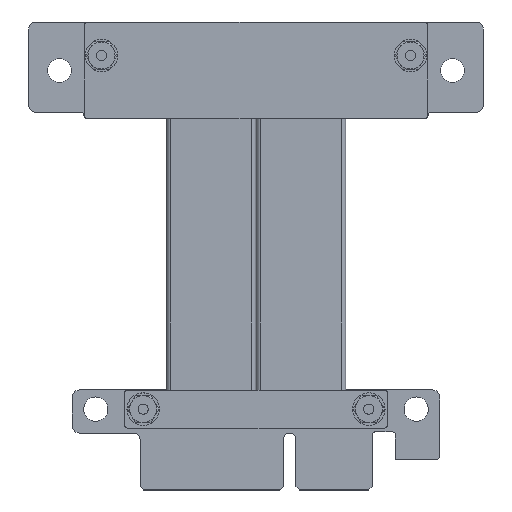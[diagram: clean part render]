
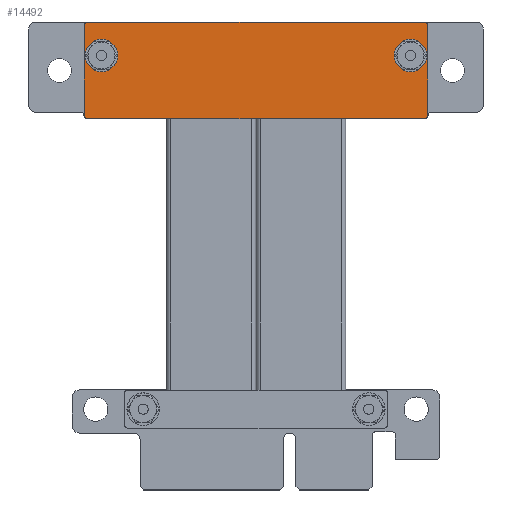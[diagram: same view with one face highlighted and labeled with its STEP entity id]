
A CAD part, top view. The second image highlights one B-rep face of the part: STEP entity #14492.
In plain terms, the highlighted face is planar.
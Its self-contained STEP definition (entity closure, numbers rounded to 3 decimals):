
#11957 = VERTEX_POINT('',#11958);
#11958 = CARTESIAN_POINT('',(0.,0.5,-1.));
#11966 = VERTEX_POINT('',#11967);
#11967 = CARTESIAN_POINT('',(0.,13.73,-1.));
#11973 = EDGE_CURVE('',#11966,#11957,#11974,.T.);
#11974 = LINE('',#11975,#11976);
#11975 = CARTESIAN_POINT('',(0.,14.23,-1.));
#11976 = VECTOR('',#11977,1.);
#11977 = DIRECTION('',(0.,-1.,0.));
#11987 = EDGE_CURVE('',#11988,#11990,#11992,.T.);
#11988 = VERTEX_POINT('',#11989);
#11989 = CARTESIAN_POINT('',(-50.197,14.23,-1.));
#11990 = VERTEX_POINT('',#11991);
#11991 = CARTESIAN_POINT('',(-0.5,14.23,-1.));
#11992 = LINE('',#11993,#11994);
#11993 = CARTESIAN_POINT('',(0.,14.23,-1.));
#11994 = VECTOR('',#11995,1.);
#11995 = DIRECTION('',(1.,0.,0.));
#12018 = EDGE_CURVE('',#12019,#12021,#12023,.T.);
#12019 = VERTEX_POINT('',#12020);
#12020 = CARTESIAN_POINT('',(-50.697,0.5,-1.));
#12021 = VERTEX_POINT('',#12022);
#12022 = CARTESIAN_POINT('',(-50.697,13.73,-1.));
#12023 = LINE('',#12024,#12025);
#12024 = CARTESIAN_POINT('',(-50.697,14.23,-1.));
#12025 = VECTOR('',#12026,1.);
#12026 = DIRECTION('',(0.,1.,0.));
#12066 = VERTEX_POINT('',#12067);
#12067 = CARTESIAN_POINT('',(-0.5,0.,-1.));
#12073 = EDGE_CURVE('',#12066,#12074,#12076,.T.);
#12074 = VERTEX_POINT('',#12075);
#12075 = CARTESIAN_POINT('',(-50.197,0.,-1.));
#12076 = LINE('',#12077,#12078);
#12077 = CARTESIAN_POINT('',(-50.697,0.,-1.));
#12078 = VECTOR('',#12079,1.);
#12079 = DIRECTION('',(-1.,0.,0.));
#14492 = ADVANCED_FACE('',(#14493,#14504,#14515),#14549,.T.);
#14493 = FACE_BOUND('',#14494,.T.);
#14494 = EDGE_LOOP('',(#14495));
#14495 = ORIENTED_EDGE('',*,*,#14496,.F.);
#14496 = EDGE_CURVE('',#14497,#14497,#14499,.T.);
#14497 = VERTEX_POINT('',#14498);
#14498 = CARTESIAN_POINT('',(-50.549,9.325,-1.));
#14499 = CIRCLE('',#14500,2.4);
#14500 = AXIS2_PLACEMENT_3D('',#14501,#14502,#14503);
#14501 = CARTESIAN_POINT('',(-48.149,9.325,-1.));
#14502 = DIRECTION('',(0.,0.,-1.));
#14503 = DIRECTION('',(-1.,0.,0.));
#14504 = FACE_BOUND('',#14505,.T.);
#14505 = EDGE_LOOP('',(#14506));
#14506 = ORIENTED_EDGE('',*,*,#14507,.F.);
#14507 = EDGE_CURVE('',#14508,#14508,#14510,.T.);
#14508 = VERTEX_POINT('',#14509);
#14509 = CARTESIAN_POINT('',(-4.948,9.325,-1.));
#14510 = CIRCLE('',#14511,2.4);
#14511 = AXIS2_PLACEMENT_3D('',#14512,#14513,#14514);
#14512 = CARTESIAN_POINT('',(-2.548,9.325,-1.));
#14513 = DIRECTION('',(0.,0.,-1.));
#14514 = DIRECTION('',(-1.,0.,0.));
#14515 = FACE_BOUND('',#14516,.T.);
#14516 = EDGE_LOOP('',(#14517,#14518,#14525,#14526,#14533,#14534,#14541,
    #14542));
#14517 = ORIENTED_EDGE('',*,*,#12073,.T.);
#14518 = ORIENTED_EDGE('',*,*,#14519,.T.);
#14519 = EDGE_CURVE('',#12074,#12019,#14520,.T.);
#14520 = CIRCLE('',#14521,0.5);
#14521 = AXIS2_PLACEMENT_3D('',#14522,#14523,#14524);
#14522 = CARTESIAN_POINT('',(-50.197,0.5,-1.));
#14523 = DIRECTION('',(0.,0.,-1.));
#14524 = DIRECTION('',(-1.,0.,0.));
#14525 = ORIENTED_EDGE('',*,*,#12018,.T.);
#14526 = ORIENTED_EDGE('',*,*,#14527,.T.);
#14527 = EDGE_CURVE('',#12021,#11988,#14528,.T.);
#14528 = CIRCLE('',#14529,0.5);
#14529 = AXIS2_PLACEMENT_3D('',#14530,#14531,#14532);
#14530 = CARTESIAN_POINT('',(-50.197,13.73,-1.));
#14531 = DIRECTION('',(0.,0.,-1.));
#14532 = DIRECTION('',(-1.,0.,0.));
#14533 = ORIENTED_EDGE('',*,*,#11987,.T.);
#14534 = ORIENTED_EDGE('',*,*,#14535,.T.);
#14535 = EDGE_CURVE('',#11990,#11966,#14536,.T.);
#14536 = CIRCLE('',#14537,0.5);
#14537 = AXIS2_PLACEMENT_3D('',#14538,#14539,#14540);
#14538 = CARTESIAN_POINT('',(-0.5,13.73,-1.));
#14539 = DIRECTION('',(0.,0.,-1.));
#14540 = DIRECTION('',(-1.,0.,0.));
#14541 = ORIENTED_EDGE('',*,*,#11973,.T.);
#14542 = ORIENTED_EDGE('',*,*,#14543,.T.);
#14543 = EDGE_CURVE('',#11957,#12066,#14544,.T.);
#14544 = CIRCLE('',#14545,0.5);
#14545 = AXIS2_PLACEMENT_3D('',#14546,#14547,#14548);
#14546 = CARTESIAN_POINT('',(-0.5,0.5,-1.));
#14547 = DIRECTION('',(0.,0.,-1.));
#14548 = DIRECTION('',(-1.,0.,0.));
#14549 = PLANE('',#14550);
#14550 = AXIS2_PLACEMENT_3D('',#14551,#14552,#14553);
#14551 = CARTESIAN_POINT('',(0.,0.,-1.));
#14552 = DIRECTION('',(0.,0.,-1.));
#14553 = DIRECTION('',(-1.,0.,0.));
